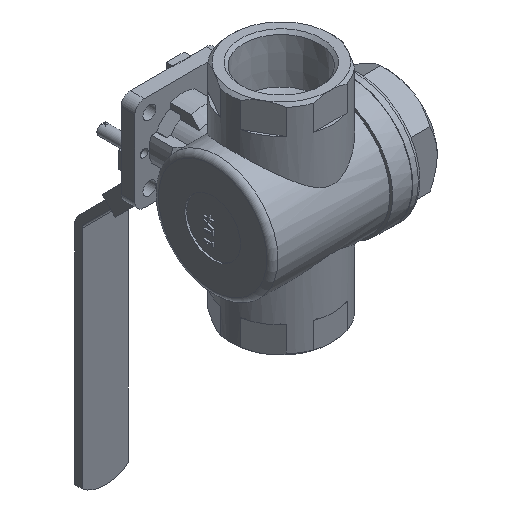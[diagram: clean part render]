
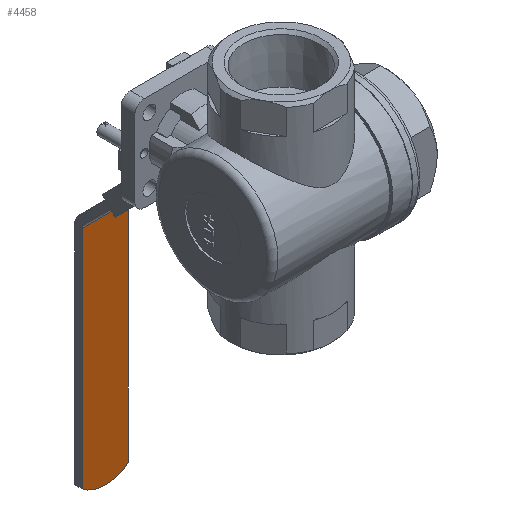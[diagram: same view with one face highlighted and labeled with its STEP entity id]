
A CAD part, isometric view. The second image highlights one B-rep face of the part: STEP entity #4458.
In plain terms, the highlighted planar face has unit normal (0, -1, 0).
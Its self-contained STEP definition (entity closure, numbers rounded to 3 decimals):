
#312=CIRCLE('',#4892,20.);
#1342=ORIENTED_EDGE('',*,*,#2065,.T.);
#1343=ORIENTED_EDGE('',*,*,#2120,.T.);
#1344=ORIENTED_EDGE('',*,*,#2121,.T.);
#1345=ORIENTED_EDGE('',*,*,#2122,.T.);
#2065=EDGE_CURVE('',#2542,#2541,#2932,.T.);
#2120=EDGE_CURVE('',#2541,#2583,#312,.F.);
#2121=EDGE_CURVE('',#2583,#2584,#2977,.T.);
#2122=EDGE_CURVE('',#2584,#2542,#2978,.T.);
#2541=VERTEX_POINT('',#7525);
#2542=VERTEX_POINT('',#7527);
#2583=VERTEX_POINT('',#7631);
#2584=VERTEX_POINT('',#7633);
#2932=LINE('',#7526,#3349);
#2977=LINE('',#7632,#3394);
#2978=LINE('',#7634,#3395);
#3349=VECTOR('',#5895,1000.);
#3394=VECTOR('',#5978,1000.);
#3395=VECTOR('',#5979,1000.);
#3715=EDGE_LOOP('',(#1342,#1343,#1344,#1345));
#4030=FACE_BOUND('',#3715,.T.);
#4225=PLANE('',#4891);
#4458=ADVANCED_FACE('',(#4030),#4225,.F.);
#4891=AXIS2_PLACEMENT_3D('',#7629,#5974,#5975);
#4892=AXIS2_PLACEMENT_3D('',#7630,#5976,#5977);
#5895=DIRECTION('',(0.,0.,-1.));
#5974=DIRECTION('',(0.,1.,0.));
#5975=DIRECTION('',(0.,0.,1.));
#5976=DIRECTION('',(0.,1.,0.));
#5977=DIRECTION('',(0.,0.,1.));
#5978=DIRECTION('',(0.,0.,1.));
#5979=DIRECTION('',(-1.,0.,0.));
#7525=CARTESIAN_POINT('',(-12.5,34.,-181.612));
#7526=CARTESIAN_POINT('',(-12.5,34.,-58.528));
#7527=CARTESIAN_POINT('',(-12.5,34.,-59.771));
#7629=CARTESIAN_POINT('',(47.9,34.,-58.528));
#7630=CARTESIAN_POINT('',(0.,34.,-166.));
#7631=CARTESIAN_POINT('',(12.5,34.,-181.612));
#7632=CARTESIAN_POINT('',(12.5,34.,-58.528));
#7633=CARTESIAN_POINT('',(12.5,34.,-59.771));
#7634=CARTESIAN_POINT('',(15.5,34.,-59.771));
